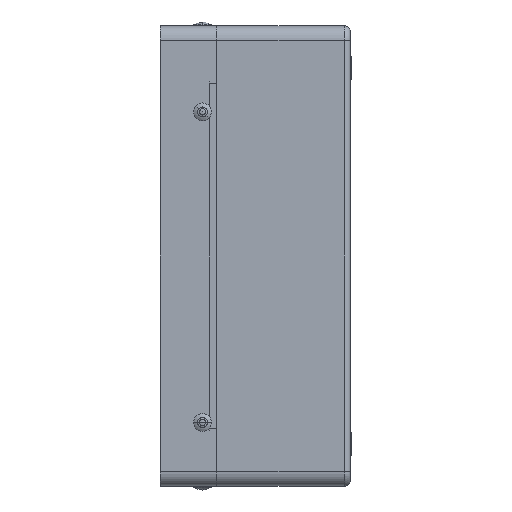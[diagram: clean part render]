
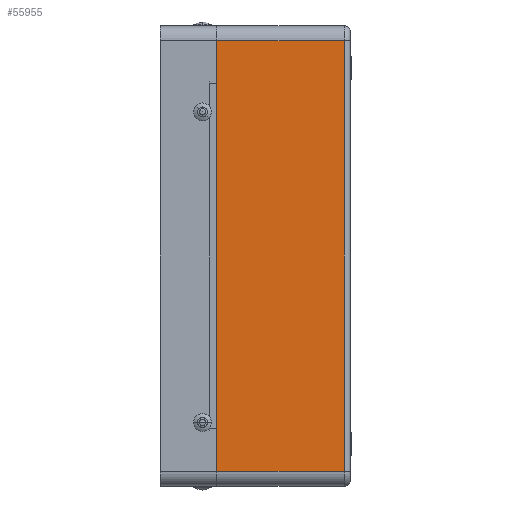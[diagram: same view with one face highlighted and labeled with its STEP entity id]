
A CAD part, left-side view. The second image highlights one B-rep face of the part: STEP entity #55955.
In plain terms, the highlighted planar face has unit normal (-1, 0, 0).
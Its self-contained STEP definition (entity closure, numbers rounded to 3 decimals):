
#5238 = EDGE_CURVE ( 'NONE', #7784, #67688, #71671, .T. ) ;
#5648 = LINE ( 'NONE', #63760, #48296 ) ;
#6989 = CARTESIAN_POINT ( 'NONE',  ( -300., 0., 145. ) ) ;
#7784 = VERTEX_POINT ( 'NONE', #33973 ) ;
#8633 = CARTESIAN_POINT ( 'NONE',  ( -300., -90., 145. ) ) ;
#9662 = EDGE_CURVE ( 'NONE', #67688, #16996, #66096, .T. ) ;
#10499 = FACE_OUTER_BOUND ( 'NONE', #56846, .T. ) ;
#13062 = EDGE_CURVE ( 'NONE', #16996, #28007, #31000, .T. ) ;
#14576 = CARTESIAN_POINT ( 'NONE',  ( -300., -86., -145. ) ) ;
#14871 = CARTESIAN_POINT ( 'NONE',  ( -300., -86., 145. ) ) ;
#16996 = VERTEX_POINT ( 'NONE', #14871 ) ;
#19853 = DIRECTION ( 'NONE',  ( 0., 1., 0. ) ) ;
#20019 = VECTOR ( 'NONE', #43045, 1000. ) ;
#21577 = PLANE ( 'NONE',  #51066 ) ;
#26589 = CARTESIAN_POINT ( 'NONE',  ( -300., -86., 145. ) ) ;
#28007 = VERTEX_POINT ( 'NONE', #6989 ) ;
#29098 = VECTOR ( 'NONE', #64112, 1000. ) ;
#30869 = CARTESIAN_POINT ( 'NONE',  ( -300., -90., -145. ) ) ;
#31000 = LINE ( 'NONE', #8633, #43962 ) ;
#31899 = ORIENTED_EDGE ( 'NONE', *, *, #68643, .F. ) ;
#32768 = CARTESIAN_POINT ( 'NONE',  ( -300., -90., -155. ) ) ;
#33973 = CARTESIAN_POINT ( 'NONE',  ( -300., 0., -145. ) ) ;
#38324 = DIRECTION ( 'NONE',  ( 0., 0., 1. ) ) ;
#43045 = DIRECTION ( 'NONE',  ( 0., 0., 1. ) ) ;
#43962 = VECTOR ( 'NONE', #19853, 1000. ) ;
#46975 = DIRECTION ( 'NONE',  ( 0., 0., 1. ) ) ;
#48296 = VECTOR ( 'NONE', #46975, 1000. ) ;
#48698 = ORIENTED_EDGE ( 'NONE', *, *, #5238, .T. ) ;
#51066 = AXIS2_PLACEMENT_3D ( 'NONE', #32768, #71628, #38324 ) ;
#55955 = ADVANCED_FACE ( 'NONE', ( #10499 ), #21577, .T. ) ;
#56846 = EDGE_LOOP ( 'NONE', ( #48698, #65613, #58330, #31899 ) ) ;
#58330 = ORIENTED_EDGE ( 'NONE', *, *, #13062, .T. ) ;
#63760 = CARTESIAN_POINT ( 'NONE',  ( -300., 0., -155. ) ) ;
#64112 = DIRECTION ( 'NONE',  ( 0., -1., 0. ) ) ;
#65613 = ORIENTED_EDGE ( 'NONE', *, *, #9662, .T. ) ;
#66096 = LINE ( 'NONE', #26589, #20019 ) ;
#67688 = VERTEX_POINT ( 'NONE', #14576 ) ;
#68643 = EDGE_CURVE ( 'NONE', #7784, #28007, #5648, .T. ) ;
#71628 = DIRECTION ( 'NONE',  ( -1., 0., 0. ) ) ;
#71671 = LINE ( 'NONE', #30869, #29098 ) ;
